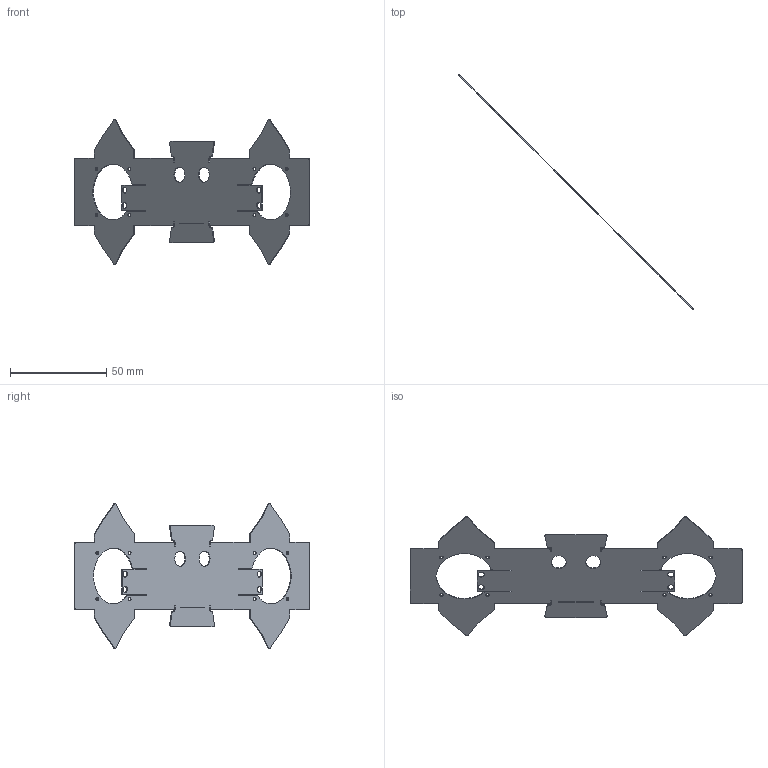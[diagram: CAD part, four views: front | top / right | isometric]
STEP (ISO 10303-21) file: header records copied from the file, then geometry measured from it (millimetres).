
FILE_DESCRIPTION (( 'STEP AP214' ), '1' );
FILE_NAME ('1365-A.STEP', '2015-10-07T12:47:14', ( '' ), ( '' ), 'SwSTEP 2.0', 'SolidWorks 2015', '' );
FILE_SCHEMA (( 'AUTOMOTIVE_DESIGN' ));
Length unit declared in the file: millimetre
Products named in the file (1): 1365-A
Bounding box: 122.52 x 122.52 x 75.27 mm (x, y, z)
Volume: 3342.9 mm3; surface area: 13892.7 mm2
Topology: 1 solids, 1 shells, 156 faces, 462 edges, 308 vertices
Faces by surface type: cylinder 78, plane 76, bspline 2
Entity records: 5536 total; most frequent: CARTESIAN_POINT 1177, ORIENTED_EDGE 924, DIRECTION 892, EDGE_CURVE 462, VERTEX_POINT 308, VECTOR 302, LINE 302, AXIS2_PLACEMENT_3D 295
